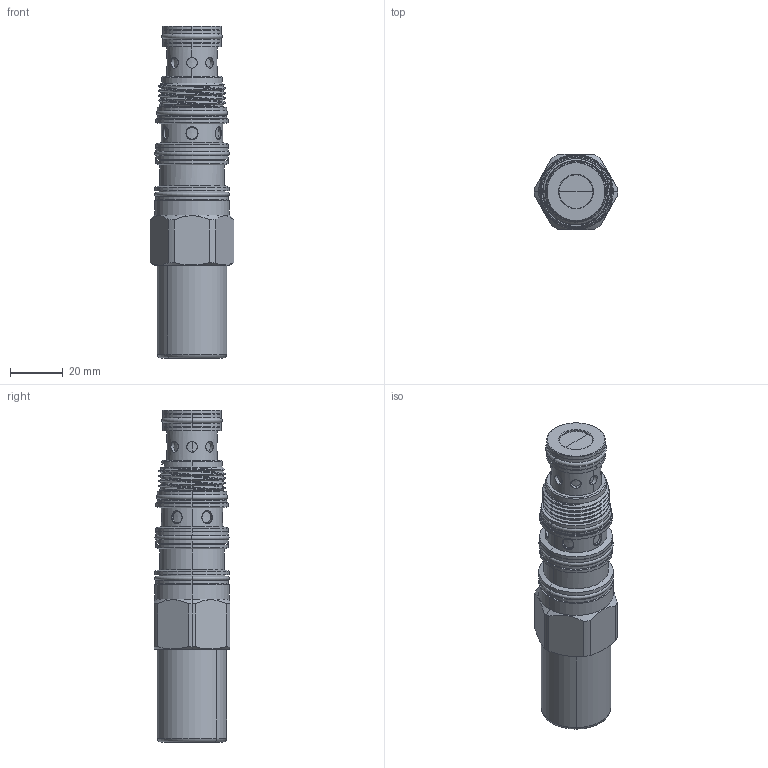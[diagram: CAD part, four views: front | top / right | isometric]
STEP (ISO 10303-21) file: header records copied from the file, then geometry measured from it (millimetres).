
FILE_DESCRIPTION (( 'STEP AP203' ), '1' );
FILE_NAME ('DP22A4N-C.STEP', '2024-05-28T08:56:07', ( '' ), ( '' ), 'SwSTEP 2.0', 'SolidWorks 2018', '' );
FILE_SCHEMA (( 'CONFIG_CONTROL_DESIGN' ));
Length unit declared in the file: millimetre
Products named in the file (1): DP22A4N-C
Bounding box: 31.6 x 28.57 x 125.39 mm (x, y, z)
Volume: 64816.5 mm3; surface area: 14319.2 mm2
Topology: 1 solids, 1 shells, 240 faces, 528 edges, 324 vertices
Faces by surface type: cylinder 107, cone 85, plane 34, torus 12, bspline 2
Entity records: 9722 total; most frequent: CARTESIAN_POINT 4685, ORIENTED_EDGE 1048, DIRECTION 987, EDGE_CURVE 524, AXIS2_PLACEMENT_3D 403, VERTEX_POINT 324, EDGE_LOOP 278, ADVANCED_FACE 240
